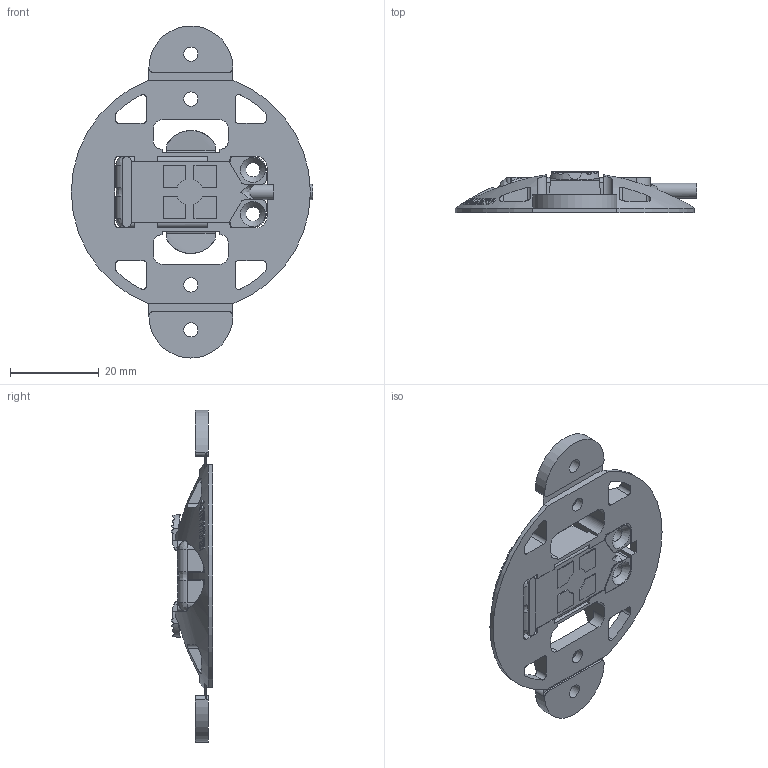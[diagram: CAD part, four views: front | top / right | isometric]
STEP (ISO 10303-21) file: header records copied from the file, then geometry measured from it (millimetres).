
FILE_DESCRIPTION (( 'STEP AP214' ), '1' );
FILE_NAME ('BCS012A.STEP', '2023-07-19T19:06:11', ( '' ), ( '' ), 'SwSTEP 2.0', 'SolidWorks 2021', '' );
FILE_SCHEMA (( 'AUTOMOTIVE_DESIGN' ));
Length unit declared in the file: inch
Products named in the file (1): BCS012A
Bounding box: 54.5 x 9.4 x 75 mm (x, y, z)
Volume: 9791.5 mm3; surface area: 8212.2 mm2
Topology: 2 solids, 2 shells, 654 faces, 1830 edges, 1209 vertices
Faces by surface type: plane 453, cylinder 176, bspline 19, cone 6
Full cylindrical faces by diameter (mm): 2 x2, 2.202 x1, 2.705 x1, 3.2 x6, 3.4 x1
Entity records: 30521 total; most frequent: CARTESIAN_POINT 5784, ORIENTED_EDGE 3612, DIRECTION 2973, EDGE_CURVE 1806, VECTOR 1213, LINE 1213, VERTEX_POINT 1204, AXIS2_PLACEMENT_3D 880
